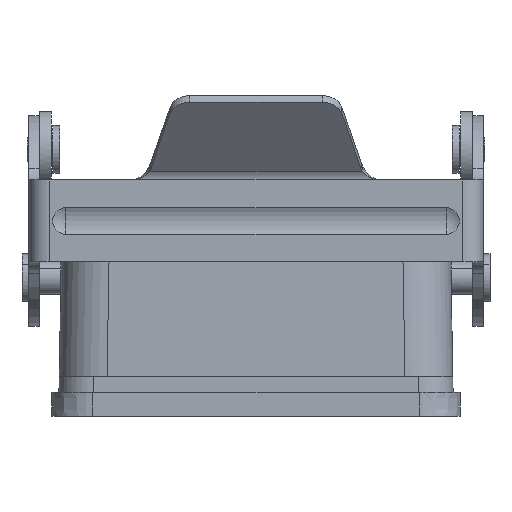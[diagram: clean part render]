
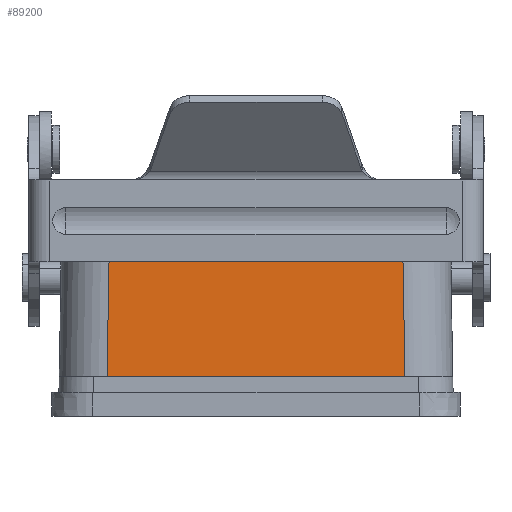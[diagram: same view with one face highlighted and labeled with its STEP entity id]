
A CAD part, front view. The second image highlights one B-rep face of the part: STEP entity #89200.
In plain terms, the highlighted face is planar.
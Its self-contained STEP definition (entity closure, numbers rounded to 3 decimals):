
#88810=CARTESIAN_POINT('',(-9.23,3.997,-24.))
;
#88820=DIRECTION('',(0.,1.,0.017));
#88830=DIRECTION('',(-1.,0.,0.));
#88840=AXIS2_PLACEMENT_3D('',#88810,#88820,#88830);
#88850=PLANE('',#88840);
#88860=CARTESIAN_POINT('',(51.71,3.58,
-0.122));
#88870=DIRECTION('',(-0.017,0.017,
-1.));
#88880=VECTOR('',#88870,1.);
#88890=LINE('',#88860,#88880);
#88900=CARTESIAN_POINT('',(51.642,3.648,-4.));
#88910=VERTEX_POINT('',#88900);
#88920=CARTESIAN_POINT('',(51.337,3.953,-21.5));
#88930=VERTEX_POINT('',#88920);
#88940=EDGE_CURVE('',#88910,#88930,#88890,.T.);
#88950=ORIENTED_EDGE('',*,*,#88940,.F.);
#88960=CARTESIAN_POINT('',(0.,3.953,-21.5));
#88970=DIRECTION('',(1.,0.,-0.));
#88980=VECTOR('',#88970,1.);
#88990=LINE('',#88960,#88980);
#89000=CARTESIAN_POINT('',(8.335,3.953,-21.5));
#89010=VERTEX_POINT('',#89000);
#89020=EDGE_CURVE('',#89010,#88930,#88990,.T.);
#89030=ORIENTED_EDGE('',*,*,#89020,.T.);
#89040=CARTESIAN_POINT('',(7.961,3.58,
-0.122));
#89050=DIRECTION('',(-0.017,-0.017,
1.));
#89060=VECTOR('',#89050,1.);
#89070=LINE('',#89040,#89060);
#89080=CARTESIAN_POINT('',(8.029,3.648,-4.));
#89090=VERTEX_POINT('',#89080);
#89100=EDGE_CURVE('',#89010,#89090,#89070,.T.);
#89110=ORIENTED_EDGE('',*,*,#89100,.F.);
#89120=CARTESIAN_POINT('',(0.,3.648,-4.));
#89130=DIRECTION('',(-1.,0.,0.));
#89140=VECTOR('',#89130,1.);
#89150=LINE('',#89120,#89140);
#89160=EDGE_CURVE('',#88910,#89090,#89150,.T.);
#89170=ORIENTED_EDGE('',*,*,#89160,.T.);
#89180=EDGE_LOOP('',(#89170,#89110,#89030,#88950));
#89190=FACE_OUTER_BOUND('',#89180,.T.);
#89200=ADVANCED_FACE('',(#89190),#88850,.F.);
